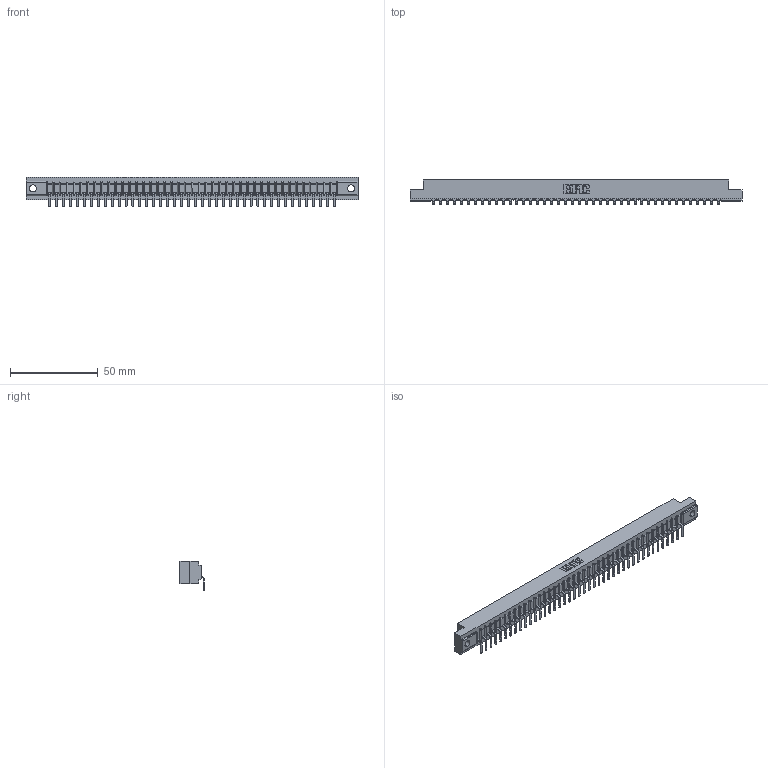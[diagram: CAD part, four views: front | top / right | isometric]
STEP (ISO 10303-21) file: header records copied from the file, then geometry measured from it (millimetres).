
FILE_DESCRIPTION (( 'STEP AP203' ), '1' );
FILE_NAME ('357-042-559-104.STEP', '2022-07-12T19:42:35', ( '' ), ( '' ), 'SwSTEP 2.0', 'SolidWorks 2020', '' );
FILE_SCHEMA (( 'CONFIG_CONTROL_DESIGN' ));
Length unit declared in the file: inch
Products named in the file (3): 307-290-001_558 559 - 1 (Single); 307 Part_.156 Dia Mounting Holes; 357-042-559-104
Assembly tree (43 placements, depth 2):
  357-042-559-104
    307 Part_.156 Dia Mounting Holes
    307-290-001_558 559 - 1 (Single)  x42
Bounding box: 189.43 x 13.7 x 16.8 mm (x, y, z)
Volume: 19582.5 mm3; surface area: 20666.4 mm2
Topology: 43 solids, 43 shells, 2695 faces, 7667 edges, 4938 vertices
Faces by surface type: plane 1722, cylinder 887, sphere 86
Entity records: 36528 total; most frequent: CARTESIAN_POINT 6158, ORIENTED_EDGE 6142, DIRECTION 5981, EDGE_CURVE 3071, VECTOR 2363, LINE 2363, VERTEX_POINT 1986, AXIS2_PLACEMENT_3D 1809
